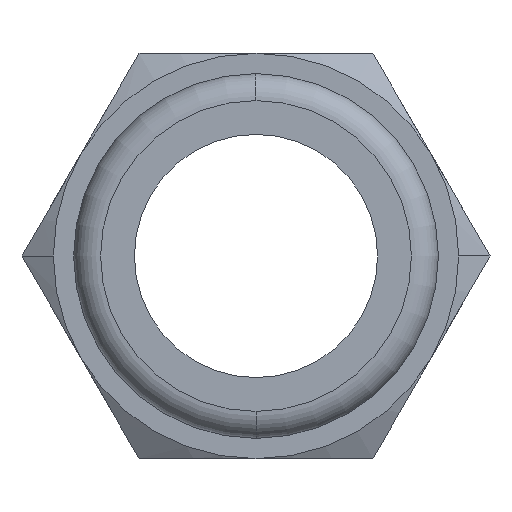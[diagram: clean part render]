
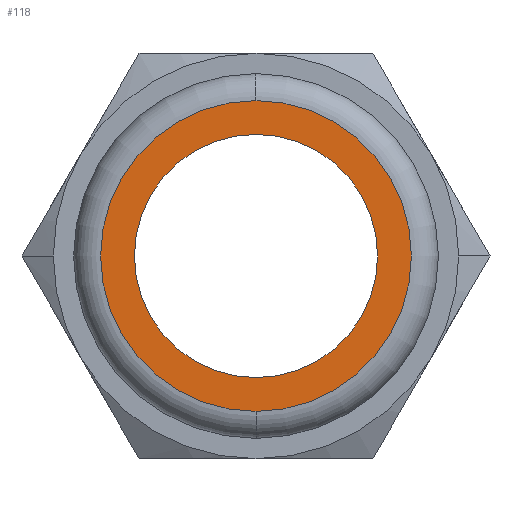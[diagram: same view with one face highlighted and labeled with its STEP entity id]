
A CAD part, front view. The second image highlights one B-rep face of the part: STEP entity #118.
In plain terms, the highlighted planar face has unit normal (0, -1, 0).
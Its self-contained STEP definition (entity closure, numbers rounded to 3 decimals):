
#118=ADVANCED_FACE('',(#248,#249),#250,.T.);
#248=FACE_BOUND('',#385,.T.);
#249=FACE_OUTER_BOUND('',#386,.T.);
#250=PLANE('',#387);
#385=EDGE_LOOP('',(#657,#658));
#386=EDGE_LOOP('',(#659,#660,#661));
#387=AXIS2_PLACEMENT_3D('',#662,#663,#664);
#657=ORIENTED_EDGE('',*,*,#880,.T.);
#658=ORIENTED_EDGE('',*,*,#826,.T.);
#659=ORIENTED_EDGE('',*,*,#842,.F.);
#660=ORIENTED_EDGE('',*,*,#841,.F.);
#661=ORIENTED_EDGE('',*,*,#889,.F.);
#662=CARTESIAN_POINT('',(2.875,0.0,0.0));
#663=DIRECTION('',(-0.0,-1.0,-0.0));
#664=DIRECTION('',(-1.0,0.0,0.0));
#826=EDGE_CURVE('',#984,#988,#990,.T.);
#841=EDGE_CURVE('',#1009,#1012,#1013,.T.);
#842=EDGE_CURVE('',#1012,#1014,#1015,.T.);
#880=EDGE_CURVE('',#988,#984,#1064,.T.);
#889=EDGE_CURVE('',#1014,#1009,#1074,.T.);
#984=VERTEX_POINT('',#1255);
#988=VERTEX_POINT('',#1260);
#990=CIRCLE('',#1263,4.5);
#1009=VERTEX_POINT('',#1305);
#1012=VERTEX_POINT('',#1308);
#1013=CIRCLE('',#1309,5.75);
#1014=VERTEX_POINT('',#1310);
#1015=CIRCLE('',#1311,5.75);
#1064=CIRCLE('',#1446,4.5);
#1074=CIRCLE('',#1478,5.75);
#1255=CARTESIAN_POINT('',(4.5,0.0,0.));
#1260=CARTESIAN_POINT('',(-4.5,0.0,0.));
#1263=AXIS2_PLACEMENT_3D('',#1638,#1639,#1640);
#1305=CARTESIAN_POINT('',(0.,0.0,5.75));
#1308=CARTESIAN_POINT('',(5.75,0.0,0.0));
#1309=AXIS2_PLACEMENT_3D('',#1666,#1667,#1668);
#1310=CARTESIAN_POINT('',(0.,0.0,-5.75));
#1311=AXIS2_PLACEMENT_3D('',#1669,#1670,#1671);
#1446=AXIS2_PLACEMENT_3D('',#1708,#1709,#1710);
#1478=AXIS2_PLACEMENT_3D('',#1717,#1718,#1719);
#1638=CARTESIAN_POINT('',(0.0,0.0,0.0));
#1639=DIRECTION('',(-0.0,1.0,0.0));
#1640=DIRECTION('',(1.0,0.0,0.0));
#1666=CARTESIAN_POINT('',(0.0,0.0,0.0));
#1667=DIRECTION('',(-0.0,1.0,0.0));
#1668=DIRECTION('',(1.0,0.0,0.0));
#1669=CARTESIAN_POINT('',(0.0,0.0,0.0));
#1670=DIRECTION('',(-0.0,1.0,0.0));
#1671=DIRECTION('',(1.0,0.0,0.0));
#1708=CARTESIAN_POINT('',(0.0,0.0,0.0));
#1709=DIRECTION('',(-0.0,1.0,0.0));
#1710=DIRECTION('',(1.0,0.0,0.0));
#1717=CARTESIAN_POINT('',(0.0,0.0,0.0));
#1718=DIRECTION('',(-0.0,1.0,0.0));
#1719=DIRECTION('',(1.0,0.0,0.0));
